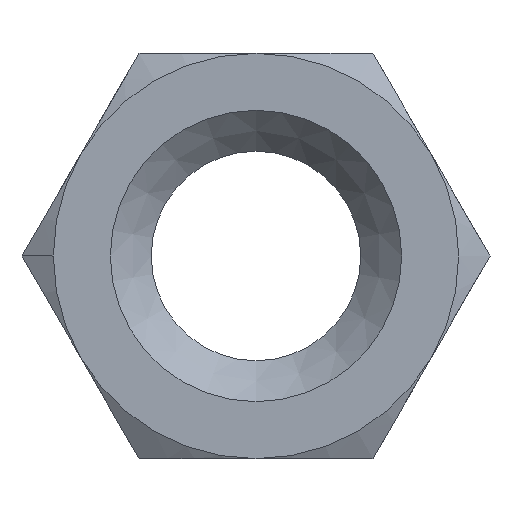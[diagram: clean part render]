
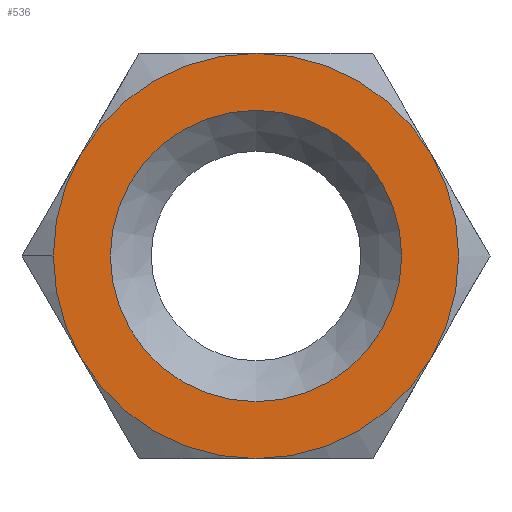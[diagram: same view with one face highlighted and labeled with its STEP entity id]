
A CAD part, left-side view. The second image highlights one B-rep face of the part: STEP entity #536.
In plain terms, the highlighted planar face has unit normal (-1, 0, 0).
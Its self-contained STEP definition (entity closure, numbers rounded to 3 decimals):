
#125=PLANE('',#574);
#138=CIRCLE('',#563,4.);
#139=CIRCLE('',#564,4.);
#140=CIRCLE('',#565,4.);
#141=CIRCLE('',#566,4.);
#142=CIRCLE('',#567,4.);
#143=CIRCLE('',#568,4.);
#144=CIRCLE('',#575,4.);
#145=CIRCLE('',#576,2.875);
#146=CIRCLE('',#577,2.875);
#166=VERTEX_POINT('',#622);
#176=VERTEX_POINT('',#660);
#178=VERTEX_POINT('',#663);
#182=VERTEX_POINT('',#683);
#183=VERTEX_POINT('',#685);
#185=VERTEX_POINT('',#706);
#186=VERTEX_POINT('',#714);
#188=VERTEX_POINT('',#737);
#189=VERTEX_POINT('',#738);
#246=EDGE_CURVE('',#176,#178,#138,.T.);
#253=EDGE_CURVE('',#182,#183,#139,.T.);
#255=EDGE_CURVE('',#183,#176,#140,.T.);
#260=EDGE_CURVE('',#178,#166,#141,.T.);
#262=EDGE_CURVE('',#166,#185,#142,.T.);
#265=EDGE_CURVE('',#185,#186,#143,.T.);
#273=EDGE_CURVE('',#186,#182,#144,.F.);
#274=EDGE_CURVE('',#188,#189,#145,.F.);
#275=EDGE_CURVE('',#189,#188,#146,.F.);
#377=ORIENTED_EDGE('',*,*,#253,.F.);
#378=ORIENTED_EDGE('',*,*,#273,.F.);
#379=ORIENTED_EDGE('',*,*,#265,.F.);
#380=ORIENTED_EDGE('',*,*,#262,.F.);
#381=ORIENTED_EDGE('',*,*,#260,.F.);
#382=ORIENTED_EDGE('',*,*,#246,.F.);
#383=ORIENTED_EDGE('',*,*,#255,.F.);
#384=ORIENTED_EDGE('',*,*,#274,.T.);
#385=ORIENTED_EDGE('',*,*,#275,.T.);
#457=EDGE_LOOP('',(#377,#378,#379,#380,#381,#382,#383));
#458=EDGE_LOOP('',(#384,#385));
#497=FACE_BOUND('',#457,.T.);
#498=FACE_BOUND('',#458,.T.);
#536=ADVANCED_FACE('',(#497,#498),#125,.F.);
#563=AXIS2_PLACEMENT_3D('',#662,#810,#811);
#564=AXIS2_PLACEMENT_3D('',#684,#813,#814);
#565=AXIS2_PLACEMENT_3D('',#689,#815,#816);
#566=AXIS2_PLACEMENT_3D('',#701,#818,#819);
#567=AXIS2_PLACEMENT_3D('',#705,#820,#821);
#568=AXIS2_PLACEMENT_3D('',#713,#822,#823);
#574=AXIS2_PLACEMENT_3D('',#734,#833,$);
#575=AXIS2_PLACEMENT_3D('',#735,#834,#835);
#576=AXIS2_PLACEMENT_3D('',#736,#836,#837);
#577=AXIS2_PLACEMENT_3D('',#739,#838,#839);
#622=CARTESIAN_POINT('',(0.,-3.464,-2.));
#660=CARTESIAN_POINT('',(0.,0.,4.));
#662=CARTESIAN_POINT('',(0.,0.,0.));
#663=CARTESIAN_POINT('',(0.,-3.464,2.));
#683=CARTESIAN_POINT('',(0.,4.,0.));
#684=CARTESIAN_POINT('',(0.,0.,0.));
#685=CARTESIAN_POINT('',(0.,3.464,2.));
#689=CARTESIAN_POINT('',(0.,0.,0.));
#701=CARTESIAN_POINT('',(0.,0.,0.));
#705=CARTESIAN_POINT('',(0.,0.,0.));
#706=CARTESIAN_POINT('',(0.,0.,-4.));
#713=CARTESIAN_POINT('',(0.,0.,0.));
#714=CARTESIAN_POINT('',(0.,3.464,-2.));
#734=CARTESIAN_POINT('',(0.,0.,0.));
#735=CARTESIAN_POINT('',(0.,0.,0.));
#736=CARTESIAN_POINT('',(0.,0.,0.));
#737=CARTESIAN_POINT('',(0.,0.,-2.875));
#738=CARTESIAN_POINT('',(0.,0.,2.875));
#739=CARTESIAN_POINT('',(0.,0.,0.));
#810=DIRECTION('',(1.,0.,0.));
#811=DIRECTION('',(0.,4.,0.));
#813=DIRECTION('',(1.,0.,0.));
#814=DIRECTION('',(0.,4.,0.));
#815=DIRECTION('',(1.,0.,0.));
#816=DIRECTION('',(0.,4.,0.));
#818=DIRECTION('',(1.,0.,0.));
#819=DIRECTION('',(0.,4.,0.));
#820=DIRECTION('',(1.,0.,0.));
#821=DIRECTION('',(0.,4.,0.));
#822=DIRECTION('',(1.,0.,0.));
#823=DIRECTION('',(0.,4.,0.));
#833=DIRECTION('',(1.,0.,0.));
#834=DIRECTION('',(-1.,0.,0.));
#835=DIRECTION('',(0.,4.,0.));
#836=DIRECTION('',(-1.,0.,0.));
#837=DIRECTION('',(0.,0.,2.875));
#838=DIRECTION('',(-1.,0.,0.));
#839=DIRECTION('',(0.,0.,2.875));
